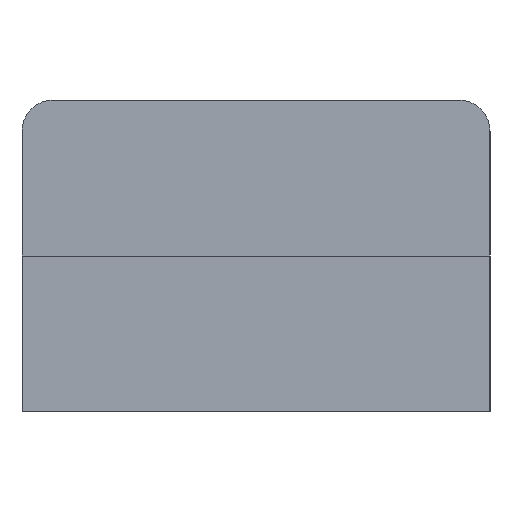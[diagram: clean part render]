
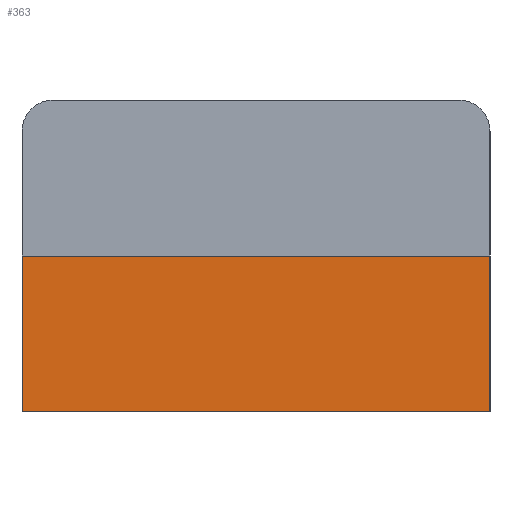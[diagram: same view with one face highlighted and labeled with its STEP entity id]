
A CAD part, left-side view. The second image highlights one B-rep face of the part: STEP entity #363.
In plain terms, the highlighted planar face has unit normal (-1, 0, 0).
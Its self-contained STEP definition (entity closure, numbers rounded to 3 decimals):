
#40 = VERTEX_POINT('',#41);
#41 = CARTESIAN_POINT('',(-4.1,-0.75,-0.5));
#47 = EDGE_CURVE('',#40,#48,#50,.T.);
#48 = VERTEX_POINT('',#49);
#49 = CARTESIAN_POINT('',(-4.1,-0.75,-1.));
#50 = LINE('',#51,#52);
#51 = CARTESIAN_POINT('',(-4.1,-0.75,0.));
#52 = VECTOR('',#53,1.);
#53 = DIRECTION('',(-0.,-0.,-1.));
#344 = VERTEX_POINT('',#345);
#345 = CARTESIAN_POINT('',(-4.1,0.75,-1.));
#351 = EDGE_CURVE('',#344,#48,#352,.T.);
#352 = LINE('',#353,#354);
#353 = CARTESIAN_POINT('',(-4.1,0.75,-1.));
#354 = VECTOR('',#355,1.);
#355 = DIRECTION('',(0.,-1.,0.));
#363 = ADVANCED_FACE('',(#364),#382,.T.);
#364 = FACE_BOUND('',#365,.T.);
#365 = EDGE_LOOP('',(#366,#374,#380,#381));
#366 = ORIENTED_EDGE('',*,*,#367,.F.);
#367 = EDGE_CURVE('',#368,#40,#370,.T.);
#368 = VERTEX_POINT('',#369);
#369 = CARTESIAN_POINT('',(-4.1,0.75,-0.5));
#370 = LINE('',#371,#372);
#371 = CARTESIAN_POINT('',(-4.1,0.75,-0.5));
#372 = VECTOR('',#373,1.);
#373 = DIRECTION('',(0.,-1.,0.));
#374 = ORIENTED_EDGE('',*,*,#375,.T.);
#375 = EDGE_CURVE('',#368,#344,#376,.T.);
#376 = LINE('',#377,#378);
#377 = CARTESIAN_POINT('',(-4.1,0.75,0.));
#378 = VECTOR('',#379,1.);
#379 = DIRECTION('',(-0.,-0.,-1.));
#380 = ORIENTED_EDGE('',*,*,#351,.T.);
#381 = ORIENTED_EDGE('',*,*,#47,.F.);
#382 = PLANE('',#383);
#383 = AXIS2_PLACEMENT_3D('',#384,#385,#386);
#384 = CARTESIAN_POINT('',(-4.1,0.75,0.));
#385 = DIRECTION('',(-1.,0.,0.));
#386 = DIRECTION('',(0.,-1.,0.));
